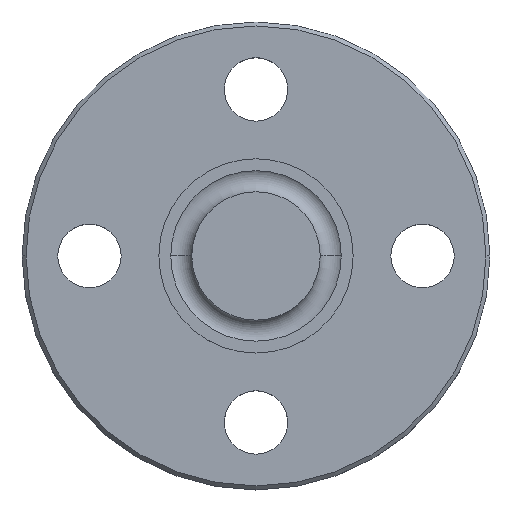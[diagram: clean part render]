
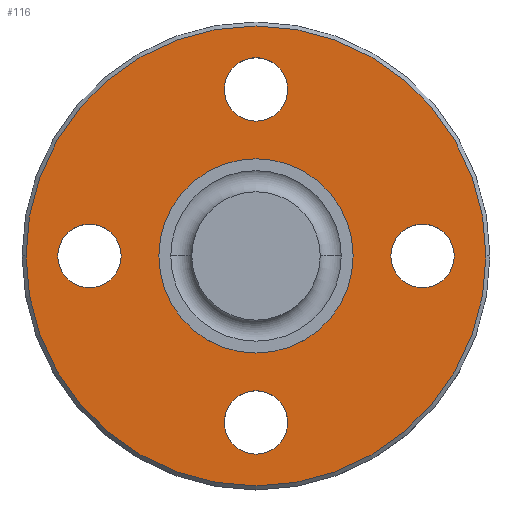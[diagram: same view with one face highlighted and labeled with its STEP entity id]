
A CAD part, top view. The second image highlights one B-rep face of the part: STEP entity #116.
In plain terms, the highlighted planar face has unit normal (0, 0, 1).
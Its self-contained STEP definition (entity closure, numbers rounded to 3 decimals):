
#1 = CIRCLE ( 'NONE', #234, 4. ) ;
#3 = CARTESIAN_POINT ( 'NONE',  ( 0., 21., 10. ) ) ;
#5 = FACE_BOUND ( 'NONE', #360, .T. ) ;
#18 = EDGE_CURVE ( 'NONE', #135, #349, #267, .T. ) ;
#21 = CARTESIAN_POINT ( 'NONE',  ( 21., -4., 10. ) ) ;
#35 = ORIENTED_EDGE ( 'NONE', *, *, #72, .T. ) ;
#37 = AXIS2_PLACEMENT_3D ( 'NONE', #260, #432, #483 ) ;
#42 = EDGE_CURVE ( 'NONE', #571, #698, #148, .T. ) ;
#49 = DIRECTION ( 'NONE',  ( 0., 1., 0. ) ) ;
#55 = CARTESIAN_POINT ( 'NONE',  ( -12.25, 0., 10. ) ) ;
#68 = CARTESIAN_POINT ( 'NONE',  ( 0., -21., 10. ) ) ;
#72 = EDGE_CURVE ( 'NONE', #189, #110, #162, .T. ) ;
#77 = DIRECTION ( 'NONE',  ( 0., 0., 1. ) ) ;
#92 = CARTESIAN_POINT ( 'NONE',  ( 21., 4., 10. ) ) ;
#104 = CARTESIAN_POINT ( 'NONE',  ( 4., -21., 10. ) ) ;
#109 = DIRECTION ( 'NONE',  ( 0., 0., 1. ) ) ;
#110 = VERTEX_POINT ( 'NONE', #200 ) ;
#116 = ADVANCED_FACE ( 'NONE', ( #132, #304, #516, #248, #5, #632 ), #308, .F. ) ;
#119 = DIRECTION ( 'NONE',  ( 1., 0., 0. ) ) ;
#132 = FACE_BOUND ( 'NONE', #607, .T. ) ;
#133 = DIRECTION ( 'NONE',  ( -1., 0., 0. ) ) ;
#135 = VERTEX_POINT ( 'NONE', #573 ) ;
#138 = CARTESIAN_POINT ( 'NONE',  ( 0., 29., 10. ) ) ;
#146 = DIRECTION ( 'NONE',  ( 0., 0., 1. ) ) ;
#148 = CIRCLE ( 'NONE', #465, 12.25 ) ;
#150 = AXIS2_PLACEMENT_3D ( 'NONE', #263, #212, #485 ) ;
#152 = AXIS2_PLACEMENT_3D ( 'NONE', #352, #295, #514 ) ;
#162 = CIRCLE ( 'NONE', #309, 29. ) ;
#170 = AXIS2_PLACEMENT_3D ( 'NONE', #3, #302, #181 ) ;
#173 = EDGE_CURVE ( 'NONE', #582, #672, #1, .T. ) ;
#181 = DIRECTION ( 'NONE',  ( 1., 0., 0. ) ) ;
#189 = VERTEX_POINT ( 'NONE', #520 ) ;
#191 = DIRECTION ( 'NONE',  ( -1., 0., 0. ) ) ;
#200 = CARTESIAN_POINT ( 'NONE',  ( 29., 0., 10. ) ) ;
#208 = ORIENTED_EDGE ( 'NONE', *, *, #42, .F. ) ;
#209 = CIRCLE ( 'NONE', #225, 4. ) ;
#211 = ORIENTED_EDGE ( 'NONE', *, *, #287, .T. ) ;
#212 = DIRECTION ( 'NONE',  ( 0., 0., 1. ) ) ;
#213 = EDGE_LOOP ( 'NONE', ( #35, #211 ) ) ;
#217 = ORIENTED_EDGE ( 'NONE', *, *, #559, .F. ) ;
#219 = CIRCLE ( 'NONE', #37, 4. ) ;
#220 = CIRCLE ( 'NONE', #553, 4. ) ;
#225 = AXIS2_PLACEMENT_3D ( 'NONE', #320, #146, #313 ) ;
#227 = DIRECTION ( 'NONE',  ( 0., 0., 1. ) ) ;
#228 = DIRECTION ( 'NONE',  ( 0., 0., 1. ) ) ;
#231 = EDGE_CURVE ( 'NONE', #666, #609, #219, .T. ) ;
#234 = AXIS2_PLACEMENT_3D ( 'NONE', #68, #416, #350 ) ;
#242 = VERTEX_POINT ( 'NONE', #253 ) ;
#248 = FACE_BOUND ( 'NONE', #518, .T. ) ;
#253 = CARTESIAN_POINT ( 'NONE',  ( -21., 4., 10. ) ) ;
#260 = CARTESIAN_POINT ( 'NONE',  ( 21., 0., 10. ) ) ;
#263 = CARTESIAN_POINT ( 'NONE',  ( 0., 0., 10. ) ) ;
#267 = CIRCLE ( 'NONE', #170, 4. ) ;
#278 = DIRECTION ( 'NONE',  ( 0., 0., 1. ) ) ;
#282 = CARTESIAN_POINT ( 'NONE',  ( 0., 0., 10. ) ) ;
#287 = EDGE_CURVE ( 'NONE', #110, #189, #611, .T. ) ;
#295 = DIRECTION ( 'NONE',  ( 0., 0., 1. ) ) ;
#302 = DIRECTION ( 'NONE',  ( 0., 0., 1. ) ) ;
#304 = FACE_BOUND ( 'NONE', #720, .T. ) ;
#308 = PLANE ( 'NONE',  #717 ) ;
#309 = AXIS2_PLACEMENT_3D ( 'NONE', #282, #228, #452 ) ;
#310 = AXIS2_PLACEMENT_3D ( 'NONE', #608, #109, #336 ) ;
#313 = DIRECTION ( 'NONE',  ( 1., 0., 0. ) ) ;
#320 = CARTESIAN_POINT ( 'NONE',  ( 0., 21., 10. ) ) ;
#326 = AXIS2_PLACEMENT_3D ( 'NONE', #600, #77, #471 ) ;
#330 = EDGE_CURVE ( 'NONE', #672, #582, #335, .T. ) ;
#335 = CIRCLE ( 'NONE', #590, 4. ) ;
#336 = DIRECTION ( 'NONE',  ( 0., 1., 0. ) ) ;
#342 = CARTESIAN_POINT ( 'NONE',  ( -4., 21., 10. ) ) ;
#349 = VERTEX_POINT ( 'NONE', #342 ) ;
#350 = DIRECTION ( 'NONE',  ( -1., 0., 0. ) ) ;
#352 = CARTESIAN_POINT ( 'NONE',  ( 21., 0., 10. ) ) ;
#360 = EDGE_LOOP ( 'NONE', ( #208, #446 ) ) ;
#364 = CARTESIAN_POINT ( 'NONE',  ( 12.25, 0., 10. ) ) ;
#388 = ORIENTED_EDGE ( 'NONE', *, *, #231, .F. ) ;
#394 = DIRECTION ( 'NONE',  ( 0., 0., 1. ) ) ;
#406 = CARTESIAN_POINT ( 'NONE',  ( -4., -21., 10. ) ) ;
#408 = ORIENTED_EDGE ( 'NONE', *, *, #18, .F. ) ;
#416 = DIRECTION ( 'NONE',  ( 0., 0., 1. ) ) ;
#421 = DIRECTION ( 'NONE',  ( 0., 0., -1. ) ) ;
#424 = EDGE_CURVE ( 'NONE', #242, #691, #466, .T. ) ;
#432 = DIRECTION ( 'NONE',  ( 0., 0., 1. ) ) ;
#446 = ORIENTED_EDGE ( 'NONE', *, *, #584, .F. ) ;
#452 = DIRECTION ( 'NONE',  ( 1., 0., 0. ) ) ;
#463 = ORIENTED_EDGE ( 'NONE', *, *, #424, .F. ) ;
#465 = AXIS2_PLACEMENT_3D ( 'NONE', #721, #394, #119 ) ;
#466 = CIRCLE ( 'NONE', #310, 4. ) ;
#471 = DIRECTION ( 'NONE',  ( 1., 0., 0. ) ) ;
#478 = ORIENTED_EDGE ( 'NONE', *, *, #703, .F. ) ;
#483 = DIRECTION ( 'NONE',  ( 0., -1., 0. ) ) ;
#485 = DIRECTION ( 'NONE',  ( 1., 0., 0. ) ) ;
#504 = CARTESIAN_POINT ( 'NONE',  ( -21., -4., 10. ) ) ;
#505 = ORIENTED_EDGE ( 'NONE', *, *, #631, .F. ) ;
#514 = DIRECTION ( 'NONE',  ( 0., -1., 0. ) ) ;
#515 = ORIENTED_EDGE ( 'NONE', *, *, #330, .F. ) ;
#516 = FACE_BOUND ( 'NONE', #669, .T. ) ;
#518 = EDGE_LOOP ( 'NONE', ( #408, #505 ) ) ;
#520 = CARTESIAN_POINT ( 'NONE',  ( -29., 0., 10. ) ) ;
#534 = ORIENTED_EDGE ( 'NONE', *, *, #173, .F. ) ;
#553 = AXIS2_PLACEMENT_3D ( 'NONE', #723, #278, #49 ) ;
#559 = EDGE_CURVE ( 'NONE', #691, #242, #220, .T. ) ;
#571 = VERTEX_POINT ( 'NONE', #364 ) ;
#573 = CARTESIAN_POINT ( 'NONE',  ( 4., 21., 10. ) ) ;
#580 = CARTESIAN_POINT ( 'NONE',  ( 0., -21., 10. ) ) ;
#582 = VERTEX_POINT ( 'NONE', #406 ) ;
#584 = EDGE_CURVE ( 'NONE', #698, #571, #725, .T. ) ;
#590 = AXIS2_PLACEMENT_3D ( 'NONE', #580, #227, #133 ) ;
#600 = CARTESIAN_POINT ( 'NONE',  ( 0., 0., 10. ) ) ;
#607 = EDGE_LOOP ( 'NONE', ( #463, #217 ) ) ;
#608 = CARTESIAN_POINT ( 'NONE',  ( -21., 0., 10. ) ) ;
#609 = VERTEX_POINT ( 'NONE', #92 ) ;
#611 = CIRCLE ( 'NONE', #150, 29. ) ;
#612 = CIRCLE ( 'NONE', #152, 4. ) ;
#631 = EDGE_CURVE ( 'NONE', #349, #135, #209, .T. ) ;
#632 = FACE_OUTER_BOUND ( 'NONE', #213, .T. ) ;
#666 = VERTEX_POINT ( 'NONE', #21 ) ;
#669 = EDGE_LOOP ( 'NONE', ( #388, #478 ) ) ;
#672 = VERTEX_POINT ( 'NONE', #104 ) ;
#691 = VERTEX_POINT ( 'NONE', #504 ) ;
#698 = VERTEX_POINT ( 'NONE', #55 ) ;
#703 = EDGE_CURVE ( 'NONE', #609, #666, #612, .T. ) ;
#717 = AXIS2_PLACEMENT_3D ( 'NONE', #138, #421, #191 ) ;
#720 = EDGE_LOOP ( 'NONE', ( #534, #515 ) ) ;
#721 = CARTESIAN_POINT ( 'NONE',  ( 0., 0., 10. ) ) ;
#723 = CARTESIAN_POINT ( 'NONE',  ( -21., 0., 10. ) ) ;
#725 = CIRCLE ( 'NONE', #326, 12.25 ) ;
